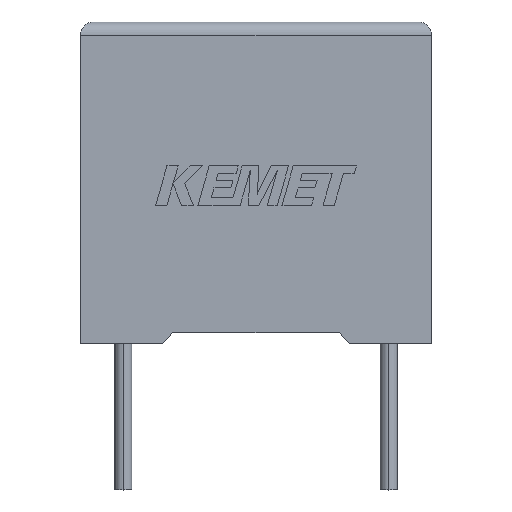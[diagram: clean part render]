
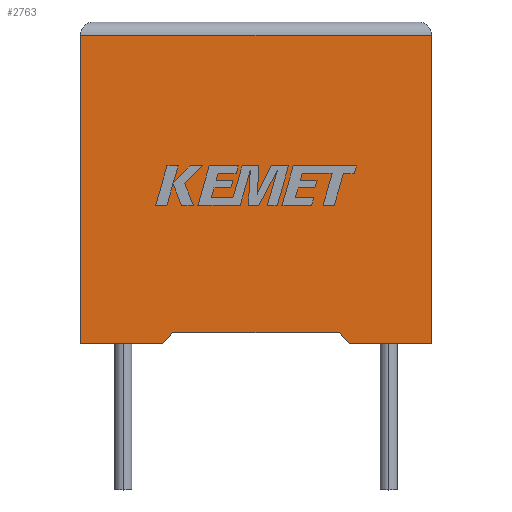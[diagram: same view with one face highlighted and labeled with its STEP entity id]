
A CAD part, top view. The second image highlights one B-rep face of the part: STEP entity #2763.
In plain terms, the highlighted planar face has unit normal (0, 0, 1).
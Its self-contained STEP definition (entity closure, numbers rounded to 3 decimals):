
#12 = PLANE ( 'NONE',  #127 ) ;
#91 = VERTEX_POINT ( 'NONE', #1622 ) ;
#94 = CARTESIAN_POINT ( 'NONE',  ( 0., 0., 6.2 ) ) ;
#126 = DIRECTION ( 'NONE',  ( 0., -1., 0. ) ) ;
#127 = AXIS2_PLACEMENT_3D ( 'NONE', #986, #2839, #943 ) ;
#341 = LINE ( 'NONE', #1286, #1252 ) ;
#385 = DIRECTION ( 'NONE',  ( -1., 0., 0. ) ) ;
#429 = VERTEX_POINT ( 'NONE', #2965 ) ;
#582 = EDGE_CURVE ( 'NONE', #91, #1617, #2732, .T. ) ;
#595 = EDGE_CURVE ( 'NONE', #1545, #2167, #1253, .T. ) ;
#616 = CARTESIAN_POINT ( 'NONE',  ( 0., 11.6, 6.2 ) ) ;
#628 = EDGE_CURVE ( 'NONE', #2872, #1868, #1018, .T. ) ;
#687 = EDGE_CURVE ( 'NONE', #2695, #91, #341, .T. ) ;
#738 = FACE_OUTER_BOUND ( 'NONE', #2497, .T. ) ;
#781 = EDGE_CURVE ( 'NONE', #429, #2695, #1579, .T. ) ;
#815 = CARTESIAN_POINT ( 'NONE',  ( 6.6, 0.417, 6.2 ) ) ;
#943 = DIRECTION ( 'NONE',  ( -1., 0., 0. ) ) ;
#986 = CARTESIAN_POINT ( 'NONE',  ( 0., 0., 6.2 ) ) ;
#1018 = LINE ( 'NONE', #94, #2050 ) ;
#1052 = CARTESIAN_POINT ( 'NONE',  ( 13.2, 0., 6.2 ) ) ;
#1097 = LINE ( 'NONE', #2987, #1307 ) ;
#1237 = LINE ( 'NONE', #1052, #2506 ) ;
#1238 = CARTESIAN_POINT ( 'NONE',  ( 9.733, 0.417, 6.2 ) ) ;
#1252 = VECTOR ( 'NONE', #126, 1000. ) ;
#1253 = LINE ( 'NONE', #815, #2000 ) ;
#1286 = CARTESIAN_POINT ( 'NONE',  ( 0., 0., 6.2 ) ) ;
#1289 = ORIENTED_EDGE ( 'NONE', *, *, #2231, .F. ) ;
#1303 = VECTOR ( 'NONE', #2022, 1000. ) ;
#1307 = VECTOR ( 'NONE', #1582, 1000. ) ;
#1376 = CARTESIAN_POINT ( 'NONE',  ( 3.467, 0.417, 6.2 ) ) ;
#1481 = CARTESIAN_POINT ( 'NONE',  ( 13.2, 0., 6.2 ) ) ;
#1511 = LINE ( 'NONE', #2236, #2934 ) ;
#1545 = VERTEX_POINT ( 'NONE', #1238 ) ;
#1579 = LINE ( 'NONE', #616, #1699 ) ;
#1582 = DIRECTION ( 'NONE',  ( 0.66, -0.751, 0. ) ) ;
#1617 = VERTEX_POINT ( 'NONE', #1844 ) ;
#1622 = CARTESIAN_POINT ( 'NONE',  ( 0., 0., 6.2 ) ) ;
#1678 = EDGE_CURVE ( 'NONE', #1545, #2872, #1097, .T. ) ;
#1689 = CARTESIAN_POINT ( 'NONE',  ( 0., 11.6, 6.2 ) ) ;
#1699 = VECTOR ( 'NONE', #385, 1000. ) ;
#1723 = CARTESIAN_POINT ( 'NONE',  ( 10.1, 0., 6.2 ) ) ;
#1759 = ORIENTED_EDGE ( 'NONE', *, *, #582, .T. ) ;
#1844 = CARTESIAN_POINT ( 'NONE',  ( 3.1, 0., 6.2 ) ) ;
#1868 = VERTEX_POINT ( 'NONE', #1481 ) ;
#1968 = DIRECTION ( 'NONE',  ( -0.66, -0.751, 0. ) ) ;
#1975 = ORIENTED_EDGE ( 'NONE', *, *, #781, .T. ) ;
#1988 = DIRECTION ( 'NONE',  ( 0., 1., 0. ) ) ;
#1998 = ORIENTED_EDGE ( 'NONE', *, *, #1678, .T. ) ;
#2000 = VECTOR ( 'NONE', #2202, 1000. ) ;
#2022 = DIRECTION ( 'NONE',  ( 1., 0., 0. ) ) ;
#2050 = VECTOR ( 'NONE', #2246, 1000. ) ;
#2167 = VERTEX_POINT ( 'NONE', #1376 ) ;
#2202 = DIRECTION ( 'NONE',  ( -1., 0., 0. ) ) ;
#2231 = EDGE_CURVE ( 'NONE', #2167, #1617, #1511, .T. ) ;
#2236 = CARTESIAN_POINT ( 'NONE',  ( 3.1, 0., 6.2 ) ) ;
#2246 = DIRECTION ( 'NONE',  ( 1., 0., 0. ) ) ;
#2425 = CARTESIAN_POINT ( 'NONE',  ( 0., 0., 6.2 ) ) ;
#2497 = EDGE_LOOP ( 'NONE', ( #2596, #1975, #2681, #1759, #1289, #3023, #1998, #2570 ) ) ;
#2506 = VECTOR ( 'NONE', #1988, 1000. ) ;
#2570 = ORIENTED_EDGE ( 'NONE', *, *, #628, .T. ) ;
#2596 = ORIENTED_EDGE ( 'NONE', *, *, #2870, .T. ) ;
#2681 = ORIENTED_EDGE ( 'NONE', *, *, #687, .T. ) ;
#2695 = VERTEX_POINT ( 'NONE', #1689 ) ;
#2732 = LINE ( 'NONE', #2425, #1303 ) ;
#2763 = ADVANCED_FACE ( 'NONE', ( #738 ), #12, .F. ) ;
#2839 = DIRECTION ( 'NONE',  ( 0., 0., -1. ) ) ;
#2870 = EDGE_CURVE ( 'NONE', #1868, #429, #1237, .T. ) ;
#2872 = VERTEX_POINT ( 'NONE', #1723 ) ;
#2934 = VECTOR ( 'NONE', #1968, 1000. ) ;
#2965 = CARTESIAN_POINT ( 'NONE',  ( 13.2, 11.6, 6.2 ) ) ;
#2987 = CARTESIAN_POINT ( 'NONE',  ( 10.1, 0., 6.2 ) ) ;
#3023 = ORIENTED_EDGE ( 'NONE', *, *, #595, .F. ) ;
